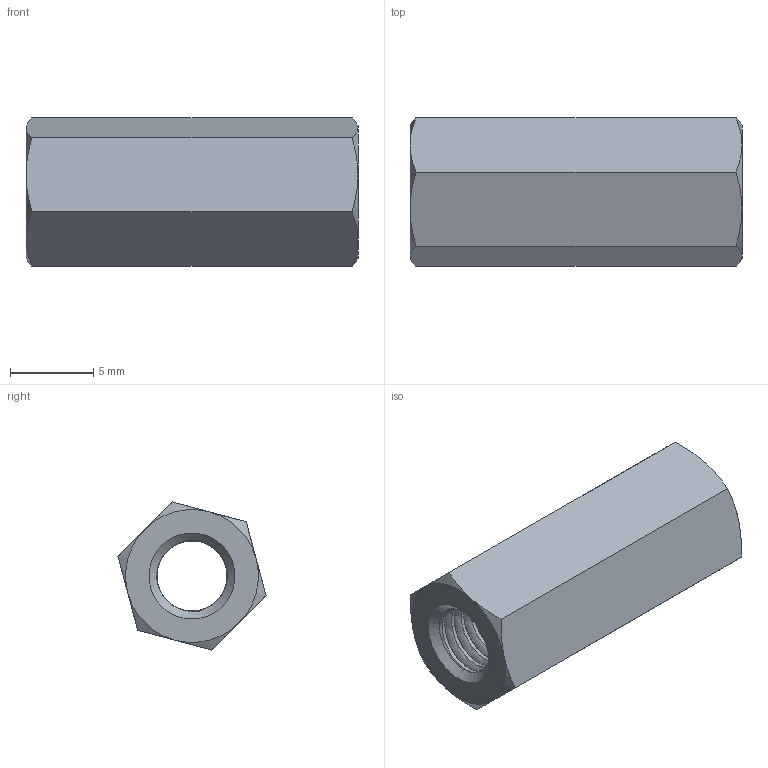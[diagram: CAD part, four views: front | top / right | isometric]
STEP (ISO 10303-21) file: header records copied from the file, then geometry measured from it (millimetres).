
FILE_DESCRIPTION(/* description */ ('','CAx-IF Rec.Pracs.---Representation and Presentation of Product Manufacturing Information (PMI)---4.0---2014-10-13'),/* implementation_level */ '2;1');
FILE_NAME(/* name */ 'OSSM - Motor Ring - PitClamp Mini_Hardware - OSSM - Motor Ring - PitClamp Mini_M5 20mm Coupler (M5 Nut alternative)_step.stp',/* time_stamp */ '2025-01-21T13:25:13-05:00',/* author */ (''),/* organization */ (''),/* preprocessor_version */ 'ST-DEVELOPER v20',/* originating_system */ 'Autodesk Translation Framework v13.20.0.188',/* authorisation */ '');
FILE_SCHEMA (('AP242_MANAGED_MODEL_BASED_3D_ENGINEERING_MIM_LF { 1 0 10303 442 1 1 4 }'));
Length unit declared in the file: millimetre
Products named in the file (1): M5 20mm Coupler (M5 Nut alternative)
Bounding box: 20 x 8.92 x 8.92 mm (x, y, z)
Volume: 774 mm3; surface area: 1096.9 mm2
Topology: 1 solids, 1 shells, 76 faces, 205 edges, 131 vertices
Faces by surface type: cylinder 50, cone 14, plane 10, bspline 2
Full cylindrical faces by diameter (mm): 4.234 x13, 5.12 x6
Entity records: 5217 total; most frequent: CARTESIAN_POINT 3542, ORIENTED_EDGE 410, DIRECTION 250, EDGE_CURVE 205, VERTEX_POINT 131, B_SPLINE_CURVE_WITH_KNOTS 103, AXIS2_PLACEMENT_3D 97, EDGE_LOOP 78
